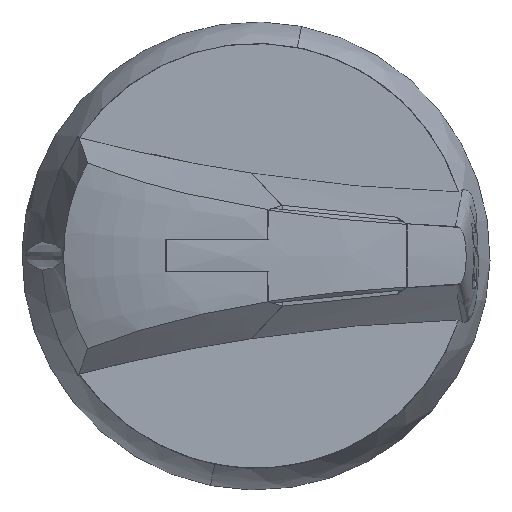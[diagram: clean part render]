
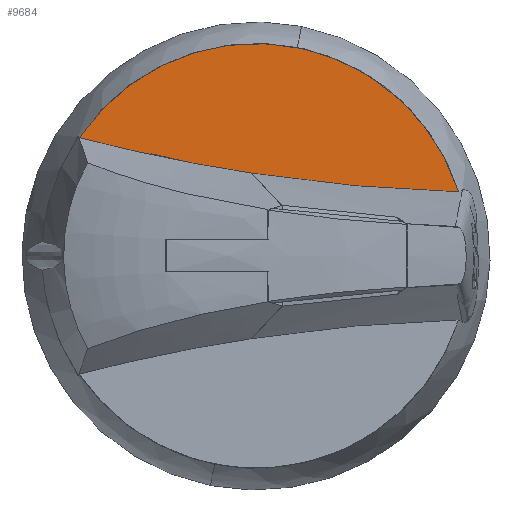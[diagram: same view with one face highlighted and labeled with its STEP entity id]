
A CAD part, top view. The second image highlights one B-rep face of the part: STEP entity #9684.
In plain terms, the highlighted planar face has unit normal (0, 0, 1).
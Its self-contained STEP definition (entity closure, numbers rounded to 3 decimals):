
#5925=CARTESIAN_POINT('',(0.,0.,
17.916));
#5926=DIRECTION('',(0.,0.,-1.));
#5927=DIRECTION('',(-0.831,0.556,0.));
#5928=AXIS2_PLACEMENT_3D('',#5925,#5926,#5927);
#5933=CARTESIAN_POINT('',(30.78,9.723,17.916));
#5934=CARTESIAN_POINT('',(28.702,9.779,17.916));
#5935=CARTESIAN_POINT('',(24.524,9.946,17.916));
#5936=CARTESIAN_POINT('',(18.161,10.361,17.916));
#5937=CARTESIAN_POINT('',(11.793,10.941,17.916));
#5938=CARTESIAN_POINT('',(5.476,11.674,17.917));
#5939=CARTESIAN_POINT('',(1.356,12.255,17.916));
#5940=CARTESIAN_POINT('',(-0.686,12.568,
17.916));
#5945=CARTESIAN_POINT('',(38.753,270.421,17.916));
#5946=DIRECTION('',(0.,0.,-1.));
#5947=DIRECTION('',(-0.151,-0.989,0.));
#5948=AXIS2_PLACEMENT_3D('',#5945,#5946,#5947);
#9210=CARTESIAN_POINT('',(-26.829,17.948,17.916));
#9212=VERTEX_POINT('',#9210);
#9214=CARTESIAN_POINT('',(-0.686,12.568,
17.916));
#9215=VERTEX_POINT('',#9214);
#9219=CARTESIAN_POINT('',(30.78,9.723,17.916));
#9220=VERTEX_POINT('',#9219);
#9673=CARTESIAN_POINT('',(2.597,-2.204,17.916));
#9674=DIRECTION('',(0.,0.,-1.));
#9675=DIRECTION('',(0.,-1.,0.));
#9676=AXIS2_PLACEMENT_3D('',#9673,#9674,#9675);
#9677=PLANE('',#9676);
#9678=ORIENTED_EDGE('',*,*,#9653,.T.);
#9680=ORIENTED_EDGE('',*,*,#9679,.T.);
#9681=ORIENTED_EDGE('',*,*,#9637,.T.);
#9682=EDGE_LOOP('',(#9678,#9680,#9681));
#9683=FACE_OUTER_BOUND('',#9682,.F.);
#5929=CIRCLE('',#5928,32.279);
#5941=B_SPLINE_CURVE_WITH_KNOTS('',3,(#5933,#5934,#5935,#5936,#5937,#5938,#5939,
#5940),.UNSPECIFIED.,.F.,.F.,(4,1,1,1,1,4),(0.,0.2,0.4,0.6,0.8,1.),
.UNSPECIFIED.);
#5949=CIRCLE('',#5948,260.852);
#9637=EDGE_CURVE('',#9215,#9212,#5949,.T.);
#9653=EDGE_CURVE('',#9212,#9220,#5929,.T.);
#9679=EDGE_CURVE('',#9220,#9215,#5941,.T.);
#9684=ADVANCED_FACE('',(#9683),#9677,.F.);
